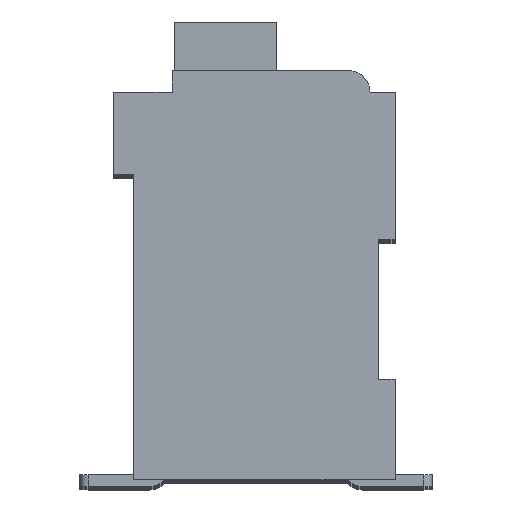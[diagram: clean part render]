
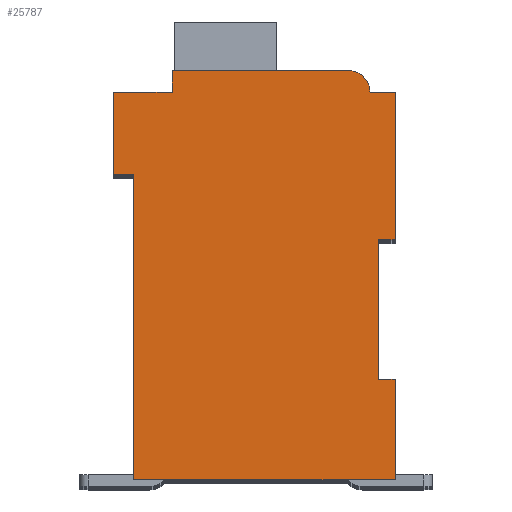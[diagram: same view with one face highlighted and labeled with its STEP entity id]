
A CAD part, top view. The second image highlights one B-rep face of the part: STEP entity #25787.
In plain terms, the highlighted planar face has unit normal (0, 0, 1).
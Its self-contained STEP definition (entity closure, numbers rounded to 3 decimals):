
#6198=DIRECTION('',(1.,0.,0.));
#6199=VECTOR('',#6198,0.5);
#6200=CARTESIAN_POINT('',(7.3,7.15,2.1));
#6201=LINE('',#6200,#6199);
#6202=DIRECTION('',(0.,1.,0.));
#6203=VECTOR('',#6202,4.15);
#6204=CARTESIAN_POINT('',(7.3,3.,2.1));
#6205=LINE('',#6204,#6203);
#6206=DIRECTION('',(-1.,0.,0.));
#6207=VECTOR('',#6206,0.5);
#6208=CARTESIAN_POINT('',(7.8,3.,2.1));
#6209=LINE('',#6208,#6207);
#6210=DIRECTION('',(0.,1.,0.));
#6211=VECTOR('',#6210,3.);
#6212=CARTESIAN_POINT('',(7.8,0.,2.1));
#6213=LINE('',#6212,#6211);
#6214=DIRECTION('',(1.,0.,0.));
#6215=VECTOR('',#6214,7.8);
#6216=CARTESIAN_POINT('',(0.,0.,2.1));
#6217=LINE('',#6216,#6215);
#6218=DIRECTION('',(0.,-1.,0.));
#6219=VECTOR('',#6218,9.1);
#6220=CARTESIAN_POINT('',(0.,9.1,2.1));
#6221=LINE('',#6220,#6219);
#6222=DIRECTION('',(1.,0.,0.));
#6223=VECTOR('',#6222,0.6);
#6224=CARTESIAN_POINT('',(-0.6,9.1,2.1));
#6225=LINE('',#6224,#6223);
#6226=DIRECTION('',(0.,-1.,0.));
#6227=VECTOR('',#6226,2.45);
#6228=CARTESIAN_POINT('',(-0.6,11.55,2.1));
#6229=LINE('',#6228,#6227);
#6230=DIRECTION('',(-1.,0.,0.));
#6231=VECTOR('',#6230,1.75);
#6232=CARTESIAN_POINT('',(1.15,11.55,2.1));
#6233=LINE('',#6232,#6231);
#6234=DIRECTION('',(0.,-1.,0.));
#6235=VECTOR('',#6234,0.65);
#6236=CARTESIAN_POINT('',(1.15,12.2,2.1));
#6237=LINE('',#6236,#6235);
#6238=DIRECTION('',(-1.,0.,0.));
#6239=VECTOR('',#6238,5.25);
#6240=CARTESIAN_POINT('',(6.4,12.2,2.1));
#6241=LINE('',#6240,#6239);
#6242=CARTESIAN_POINT('',(6.4,11.55,2.1));
#6243=DIRECTION('',(0.,0.,1.));
#6244=DIRECTION('',(1.,0.,0.));
#6245=AXIS2_PLACEMENT_3D('',#6242,#6243,#6244);
#6247=DIRECTION('',(-1.,0.,0.));
#6248=VECTOR('',#6247,0.75);
#6249=CARTESIAN_POINT('',(7.8,11.55,2.1));
#6250=LINE('',#6249,#6248);
#6251=DIRECTION('',(0.,1.,0.));
#6252=VECTOR('',#6251,4.4);
#6253=CARTESIAN_POINT('',(7.8,7.15,2.1));
#6254=LINE('',#6253,#6252);
#15031=CARTESIAN_POINT('',(7.3,7.15,2.1));
#15032=CARTESIAN_POINT('',(7.8,7.15,2.1));
#15033=VERTEX_POINT('',#15031);
#15034=VERTEX_POINT('',#15032);
#15035=CARTESIAN_POINT('',(7.8,11.55,2.1));
#15036=VERTEX_POINT('',#15035);
#15037=CARTESIAN_POINT('',(7.05,11.55,2.1));
#15038=VERTEX_POINT('',#15037);
#15039=CARTESIAN_POINT('',(6.4,12.2,2.1));
#15040=VERTEX_POINT('',#15039);
#15041=CARTESIAN_POINT('',(1.15,12.2,2.1));
#15042=VERTEX_POINT('',#15041);
#15043=CARTESIAN_POINT('',(1.15,11.55,2.1));
#15044=VERTEX_POINT('',#15043);
#15045=CARTESIAN_POINT('',(-0.6,11.55,2.1));
#15046=VERTEX_POINT('',#15045);
#15047=CARTESIAN_POINT('',(-0.6,9.1,2.1));
#15048=VERTEX_POINT('',#15047);
#15049=CARTESIAN_POINT('',(0.,9.1,2.1));
#15050=VERTEX_POINT('',#15049);
#15051=CARTESIAN_POINT('',(0.,0.,2.1));
#15052=VERTEX_POINT('',#15051);
#15053=CARTESIAN_POINT('',(7.8,0.,2.1));
#15054=VERTEX_POINT('',#15053);
#15055=CARTESIAN_POINT('',(7.8,3.,2.1));
#15056=VERTEX_POINT('',#15055);
#15057=CARTESIAN_POINT('',(7.3,3.,2.1));
#15058=VERTEX_POINT('',#15057);
#25766=CARTESIAN_POINT('',(0.,0.,2.1));
#25767=DIRECTION('',(0.,0.,1.));
#25768=DIRECTION('',(1.,0.,0.));
#25769=AXIS2_PLACEMENT_3D('',#25766,#25767,#25768);
#25770=PLANE('',#25769);
#25771=ORIENTED_EDGE('',*,*,#19760,.F.);
#25772=ORIENTED_EDGE('',*,*,#20470,.F.);
#25773=ORIENTED_EDGE('',*,*,#21046,.F.);
#25774=ORIENTED_EDGE('',*,*,#21431,.F.);
#25775=ORIENTED_EDGE('',*,*,#21880,.F.);
#25776=ORIENTED_EDGE('',*,*,#22477,.F.);
#25777=ORIENTED_EDGE('',*,*,#23088,.F.);
#25778=ORIENTED_EDGE('',*,*,#23322,.F.);
#25779=ORIENTED_EDGE('',*,*,#23675,.F.);
#25780=ORIENTED_EDGE('',*,*,#24356,.F.);
#25781=ORIENTED_EDGE('',*,*,#24890,.F.);
#25782=ORIENTED_EDGE('',*,*,#23726,.F.);
#25783=ORIENTED_EDGE('',*,*,#24167,.F.);
#25784=ORIENTED_EDGE('',*,*,#20365,.F.);
#25785=EDGE_LOOP('',(#25771,#25772,#25773,#25774,#25775,#25776,#25777,#25778,
#25779,#25780,#25781,#25782,#25783,#25784));
#25786=FACE_OUTER_BOUND('',#25785,.F.);
#6246=CIRCLE('',#6245,0.65);
#19760=EDGE_CURVE('',#15033,#15034,#6201,.T.);
#20365=EDGE_CURVE('',#15034,#15036,#6254,.T.);
#20470=EDGE_CURVE('',#15058,#15033,#6205,.T.);
#21046=EDGE_CURVE('',#15056,#15058,#6209,.T.);
#21431=EDGE_CURVE('',#15054,#15056,#6213,.T.);
#21880=EDGE_CURVE('',#15052,#15054,#6217,.T.);
#22477=EDGE_CURVE('',#15050,#15052,#6221,.T.);
#23088=EDGE_CURVE('',#15048,#15050,#6225,.T.);
#23322=EDGE_CURVE('',#15046,#15048,#6229,.T.);
#23675=EDGE_CURVE('',#15044,#15046,#6233,.T.);
#23726=EDGE_CURVE('',#15038,#15040,#6246,.T.);
#24167=EDGE_CURVE('',#15036,#15038,#6250,.T.);
#24356=EDGE_CURVE('',#15042,#15044,#6237,.T.);
#24890=EDGE_CURVE('',#15040,#15042,#6241,.T.);
#25787=ADVANCED_FACE('',(#25786),#25770,.T.);
